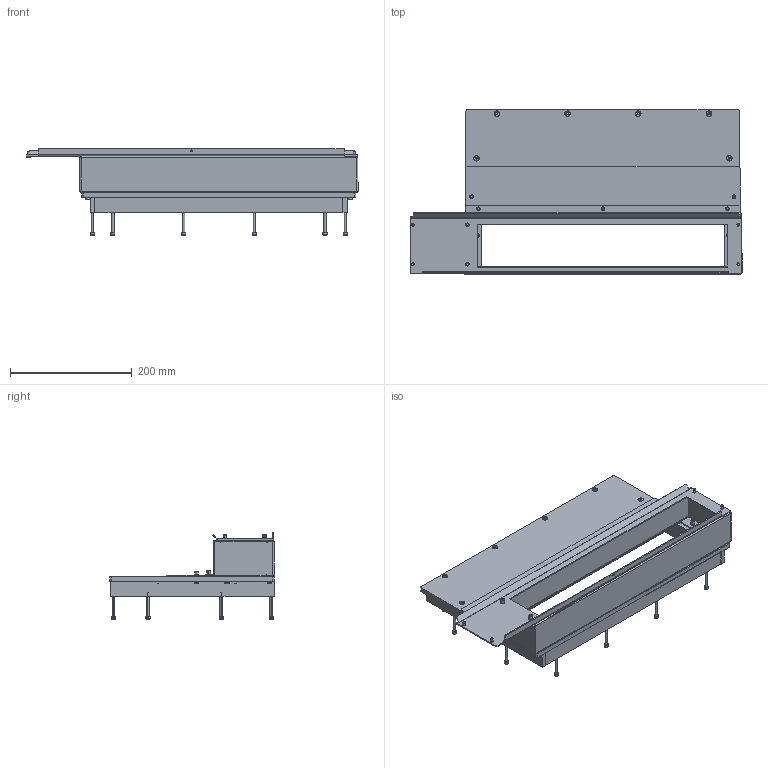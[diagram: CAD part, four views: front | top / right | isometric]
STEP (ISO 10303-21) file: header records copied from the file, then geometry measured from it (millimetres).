
FILE_DESCRIPTION (( 'STEP AP214' ), '1' );
FILE_NAME ('INGUN_115832.STEP', '2024-10-10T11:16:18', ( '' ), ( '' ), 'SwSTEP 2.0', 'SolidWorks 2021', '' );
FILE_SCHEMA (( 'AUTOMOTIVE_DESIGN' ));
Length unit declared in the file: millimetre
Products named in the file (13): DIN7991~n_M04,0x012; DIN912~n_M04,0x010 VA; DIN7991~n_M04,0x010; 115829~0_S; 115671~0_S; DIN912~n_M04,0x040; INGUN_115832; 115670~2_S; DIN912~n_M04,0x012; ISO7380~n_M04,0x008; 115831~0_S; 115830~0_S; 115568~1
Assembly tree (47 placements, depth 2):
  INGUN_115832
    115670~2_S
    115568~1
    115671~0_S
    115830~0_S
    115831~0_S  x2
    115829~0_S  x2
    DIN7991~n_M04,0x012  x12
    DIN7991~n_M04,0x010  x3
    ISO7380~n_M04,0x008  x2
    DIN912~n_M04,0x012  x6
    DIN912~n_M04,0x040  x12
    DIN912~n_M04,0x010 VA  x4
Bounding box: 546.5 x 271.2 x 142 mm (x, y, z)
Volume: 1121297.8 mm3; surface area: 585390.1 mm2
Topology: 47 solids, 47 shells, 1589 faces, 3912 edges, 2467 vertices
Faces by surface type: cylinder 1015, plane 340, cone 230, torus 4
Entity records: 18780 total; most frequent: DIRECTION 3354, CARTESIAN_POINT 2973, ORIENTED_EDGE 2854, EDGE_CURVE 1427, AXIS2_PLACEMENT_3D 1296, VERTEX_POINT 899, VECTOR 762, LINE 762
